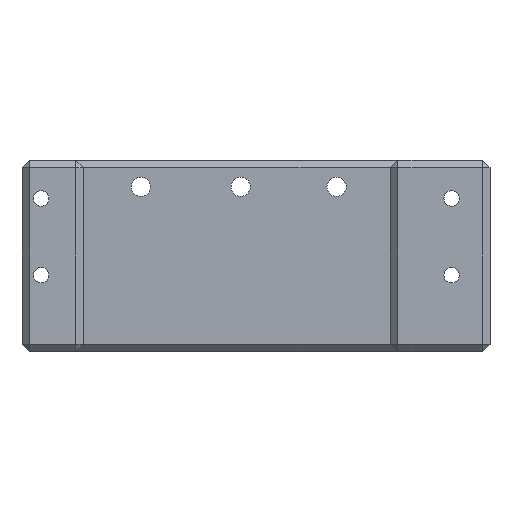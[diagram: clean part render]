
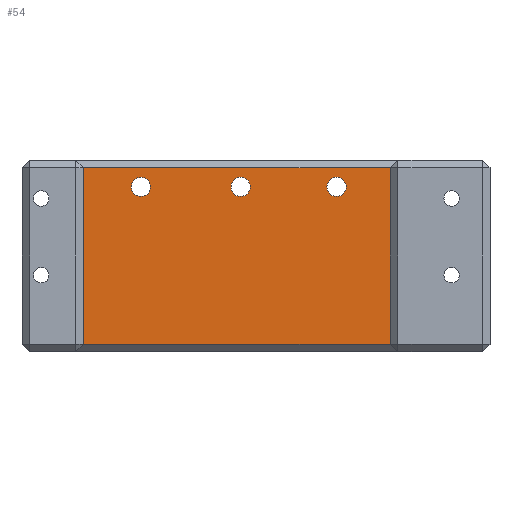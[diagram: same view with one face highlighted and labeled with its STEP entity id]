
A CAD part, front view. The second image highlights one B-rep face of the part: STEP entity #54.
In plain terms, the highlighted planar face has unit normal (0, -1, 0).
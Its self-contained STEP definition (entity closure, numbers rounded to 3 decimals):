
#54 = ADVANCED_FACE ( 'NONE', ( #544, #3054, #5449, #6903 ), #13886, .T. ) ;
#96 = EDGE_CURVE ( 'NONE', #6678, #10219, #5616, .T. ) ;
#299 = CARTESIAN_POINT ( 'NONE',  ( 72., 115., 45.5 ) ) ;
#367 = DIRECTION ( 'NONE',  ( 0., -1., 0. ) ) ;
#544 = FACE_BOUND ( 'NONE', #3633, .T. ) ;
#596 = ORIENTED_EDGE ( 'NONE', *, *, #5655, .F. ) ;
#916 = CARTESIAN_POINT ( 'NONE',  ( 72., 115., 40.5 ) ) ;
#938 = EDGE_CURVE ( 'NONE', #6678, #10858, #3252, .T. ) ;
#1006 = DIRECTION ( 'NONE',  ( 0., 0., -1. ) ) ;
#1448 = ORIENTED_EDGE ( 'NONE', *, *, #938, .T. ) ;
#1535 = CARTESIAN_POINT ( 'NONE',  ( 6., 115., 2. ) ) ;
#2095 = ORIENTED_EDGE ( 'NONE', *, *, #96, .F. ) ;
#2105 = AXIS2_PLACEMENT_3D ( 'NONE', #13199, #9599, #4754 ) ;
#2110 = EDGE_LOOP ( 'NONE', ( #8770, #7129 ) ) ;
#2202 = VECTOR ( 'NONE', #6587, 1000. ) ;
#2468 = VERTEX_POINT ( 'NONE', #1535 ) ;
#2585 = CIRCLE ( 'NONE', #14123, 2.5 ) ;
#2643 = AXIS2_PLACEMENT_3D ( 'NONE', #11853, #9522, #9292 ) ;
#2752 = CARTESIAN_POINT ( 'NONE',  ( 21., 115., 45.5 ) ) ;
#2861 = CIRCLE ( 'NONE', #6963, 2.5 ) ;
#3054 = FACE_BOUND ( 'NONE', #8410, .T. ) ;
#3252 = LINE ( 'NONE', #4683, #8122 ) ;
#3338 = ORIENTED_EDGE ( 'NONE', *, *, #3605, .F. ) ;
#3605 = EDGE_CURVE ( 'NONE', #5644, #15048, #7018, .T. ) ;
#3633 = EDGE_LOOP ( 'NONE', ( #15297, #3338 ) ) ;
#3942 = VERTEX_POINT ( 'NONE', #916 ) ;
#4052 = CIRCLE ( 'NONE', #15331, 2.5 ) ;
#4153 = CARTESIAN_POINT ( 'NONE',  ( 21., 115., 43. ) ) ;
#4416 = CARTESIAN_POINT ( 'NONE',  ( 86., 115., 50. ) ) ;
#4683 = CARTESIAN_POINT ( 'NONE',  ( 6., 115., 48. ) ) ;
#4754 = DIRECTION ( 'NONE',  ( 0., 0., -1. ) ) ;
#5436 = CARTESIAN_POINT ( 'NONE',  ( 86., 115., 48. ) ) ;
#5449 = FACE_BOUND ( 'NONE', #2110, .T. ) ;
#5616 = LINE ( 'NONE', #4416, #2202 ) ;
#5644 = VERTEX_POINT ( 'NONE', #9674 ) ;
#5655 = EDGE_CURVE ( 'NONE', #8815, #6949, #13901, .T. ) ;
#5812 = DIRECTION ( 'NONE',  ( -1., 0., 0. ) ) ;
#5835 = CARTESIAN_POINT ( 'NONE',  ( 72., 115., 43. ) ) ;
#6587 = DIRECTION ( 'NONE',  ( 0., 0., -1. ) ) ;
#6667 = LINE ( 'NONE', #8111, #10717 ) ;
#6678 = VERTEX_POINT ( 'NONE', #5436 ) ;
#6720 = DIRECTION ( 'NONE',  ( 0., -1., 0. ) ) ;
#6903 = FACE_OUTER_BOUND ( 'NONE', #12962, .T. ) ;
#6949 = VERTEX_POINT ( 'NONE', #14084 ) ;
#6963 = AXIS2_PLACEMENT_3D ( 'NONE', #14477, #8384, #7092 ) ;
#7018 = CIRCLE ( 'NONE', #7789, 2.5 ) ;
#7092 = DIRECTION ( 'NONE',  ( 0., 0., -1. ) ) ;
#7119 = CARTESIAN_POINT ( 'NONE',  ( 86., 115., 2. ) ) ;
#7129 = ORIENTED_EDGE ( 'NONE', *, *, #8785, .F. ) ;
#7240 = EDGE_CURVE ( 'NONE', #14289, #3942, #2585, .T. ) ;
#7746 = EDGE_CURVE ( 'NONE', #15048, #5644, #2861, .T. ) ;
#7760 = CARTESIAN_POINT ( 'NONE',  ( 47., 115., 43. ) ) ;
#7789 = AXIS2_PLACEMENT_3D ( 'NONE', #4153, #367, #10111 ) ;
#7953 = DIRECTION ( 'NONE',  ( 1., 0., 0. ) ) ;
#8111 = CARTESIAN_POINT ( 'NONE',  ( 0., 115., 2. ) ) ;
#8122 = VECTOR ( 'NONE', #5812, 1000. ) ;
#8384 = DIRECTION ( 'NONE',  ( 0., -1., 0. ) ) ;
#8410 = EDGE_LOOP ( 'NONE', ( #12263, #596 ) ) ;
#8696 = ORIENTED_EDGE ( 'NONE', *, *, #10140, .T. ) ;
#8770 = ORIENTED_EDGE ( 'NONE', *, *, #7240, .F. ) ;
#8785 = EDGE_CURVE ( 'NONE', #3942, #14289, #15460, .T. ) ;
#8815 = VERTEX_POINT ( 'NONE', #11702 ) ;
#9058 = DIRECTION ( 'NONE',  ( 0., 0., -1. ) ) ;
#9168 = DIRECTION ( 'NONE',  ( 0., 0., -1. ) ) ;
#9292 = DIRECTION ( 'NONE',  ( 0., 0., -1. ) ) ;
#9522 = DIRECTION ( 'NONE',  ( 0., -1., 0. ) ) ;
#9550 = VECTOR ( 'NONE', #1006, 1000. ) ;
#9599 = DIRECTION ( 'NONE',  ( 0., -1., 0. ) ) ;
#9674 = CARTESIAN_POINT ( 'NONE',  ( 21., 115., 40.5 ) ) ;
#9793 = CARTESIAN_POINT ( 'NONE',  ( 6., 115., 48. ) ) ;
#10111 = DIRECTION ( 'NONE',  ( 0., 0., -1. ) ) ;
#10140 = EDGE_CURVE ( 'NONE', #10858, #2468, #11878, .T. ) ;
#10219 = VERTEX_POINT ( 'NONE', #7119 ) ;
#10717 = VECTOR ( 'NONE', #7953, 1000. ) ;
#10858 = VERTEX_POINT ( 'NONE', #9793 ) ;
#10906 = CARTESIAN_POINT ( 'NONE',  ( 6., 115., 50. ) ) ;
#11656 = DIRECTION ( 'NONE',  ( 0., -1., 0. ) ) ;
#11702 = CARTESIAN_POINT ( 'NONE',  ( 47., 115., 40.5 ) ) ;
#11853 = CARTESIAN_POINT ( 'NONE',  ( 72., 115., 43. ) ) ;
#11878 = LINE ( 'NONE', #10906, #9550 ) ;
#12263 = ORIENTED_EDGE ( 'NONE', *, *, #13010, .F. ) ;
#12948 = ORIENTED_EDGE ( 'NONE', *, *, #15452, .T. ) ;
#12962 = EDGE_LOOP ( 'NONE', ( #2095, #1448, #8696, #12948 ) ) ;
#12991 = AXIS2_PLACEMENT_3D ( 'NONE', #15261, #11656, #9168 ) ;
#13010 = EDGE_CURVE ( 'NONE', #6949, #8815, #4052, .T. ) ;
#13199 = CARTESIAN_POINT ( 'NONE',  ( 47., 115., 43. ) ) ;
#13219 = DIRECTION ( 'NONE',  ( 0., 0., -1. ) ) ;
#13886 = PLANE ( 'NONE',  #12991 ) ;
#13901 = CIRCLE ( 'NONE', #2105, 2.5 ) ;
#14084 = CARTESIAN_POINT ( 'NONE',  ( 47., 115., 45.5 ) ) ;
#14123 = AXIS2_PLACEMENT_3D ( 'NONE', #5835, #15555, #13219 ) ;
#14289 = VERTEX_POINT ( 'NONE', #299 ) ;
#14477 = CARTESIAN_POINT ( 'NONE',  ( 21., 115., 43. ) ) ;
#15048 = VERTEX_POINT ( 'NONE', #2752 ) ;
#15261 = CARTESIAN_POINT ( 'NONE',  ( 0., 115., 50. ) ) ;
#15297 = ORIENTED_EDGE ( 'NONE', *, *, #7746, .F. ) ;
#15331 = AXIS2_PLACEMENT_3D ( 'NONE', #7760, #6720, #9058 ) ;
#15452 = EDGE_CURVE ( 'NONE', #2468, #10219, #6667, .T. ) ;
#15460 = CIRCLE ( 'NONE', #2643, 2.5 ) ;
#15555 = DIRECTION ( 'NONE',  ( 0., -1., 0. ) ) ;
